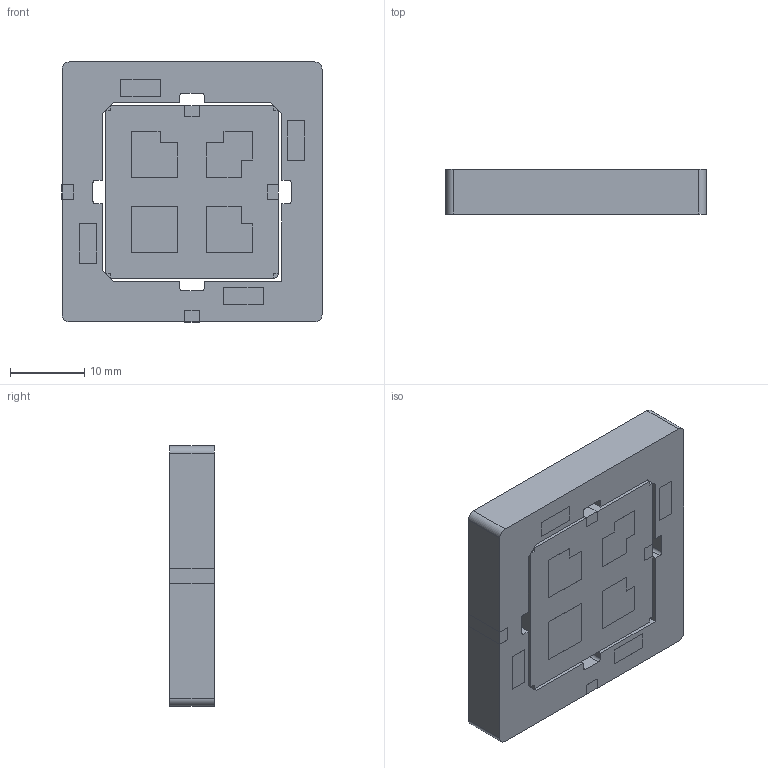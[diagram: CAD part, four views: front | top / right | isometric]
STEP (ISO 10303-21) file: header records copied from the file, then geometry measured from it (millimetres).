
FILE_DESCRIPTION (( 'STEP AP214' ), '1' );
FILE_NAME ('HP2356.A_D01.STEP', '2024-12-20T00:34:42', ( '' ), ( '' ), 'SwSTEP 2.0', 'SolidWorks 2022', '' );
FILE_SCHEMA (( 'AUTOMOTIVE_DESIGN' ));
Length unit declared in the file: millimetre
Products named in the file (3): HP2356.A _Outside_1; HP2356.A _Inner_1; HP2356.A_D01
Assembly tree (2 placements, depth 2):
  HP2356.A_D01
    HP2356.A _Outside_1
    HP2356.A _Inner_1
Bounding box: 35.01 x 6.02 x 35.01 mm (x, y, z)
Volume: 6982.4 mm3; surface area: 4385.5 mm2
Topology: 4 solids, 4 shells, 376 faces, 989 edges, 648 vertices
Faces by surface type: plane 278, bspline 82, cylinder 16
Entity records: 18570 total; most frequent: CARTESIAN_POINT 6532, ORIENTED_EDGE 1970, DIRECTION 1447, EDGE_CURVE 985, VECTOR 789, LINE 789, VERTEX_POINT 646, EDGE_LOOP 407
